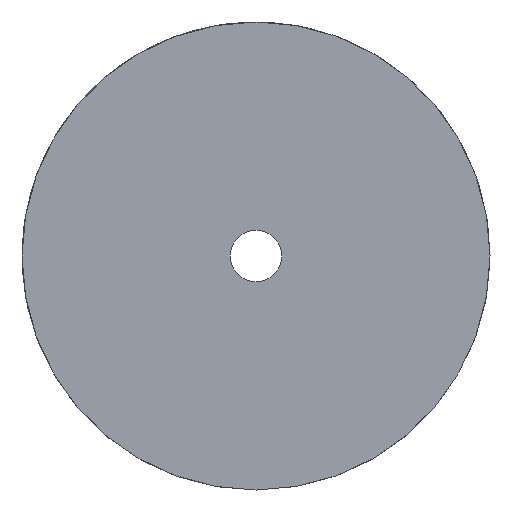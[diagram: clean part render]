
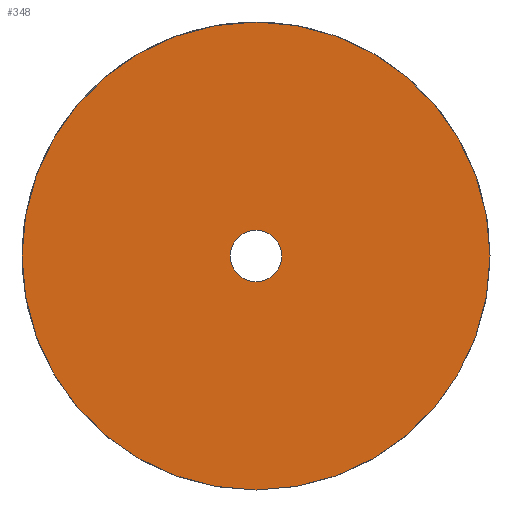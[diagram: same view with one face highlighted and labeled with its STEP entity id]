
A CAD part, left-side view. The second image highlights one B-rep face of the part: STEP entity #348.
In plain terms, the highlighted planar face has unit normal (-1, 0, 0).
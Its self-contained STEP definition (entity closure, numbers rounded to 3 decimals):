
#348 = ADVANCED_FACE( '', ( #836, #837 ), #838, .F. );
#836 = FACE_OUTER_BOUND( '', #1459, .T. );
#837 = FACE_BOUND( '', #1460, .T. );
#838 = PLANE( '', #1461 );
#1459 = EDGE_LOOP( '', ( #2495 ) );
#1460 = EDGE_LOOP( '', ( #2496 ) );
#1461 = AXIS2_PLACEMENT_3D( '', #2497, #2498, #2499 );
#2495 = ORIENTED_EDGE( '', *, *, #3657, .F. );
#2496 = ORIENTED_EDGE( '', *, *, #3828, .T. );
#2497 = CARTESIAN_POINT( '', ( 0., 0., 0. ) );
#2498 = DIRECTION( '', ( 1., 0., 0. ) );
#2499 = DIRECTION( '', ( 0., 0., -1. ) );
#3657 = EDGE_CURVE( '', #4360, #4360, #4361, .T. );
#3828 = EDGE_CURVE( '', #4622, #4622, #4623, .T. );
#4360 = VERTEX_POINT( '', #5197 );
#4361 = CIRCLE( '', #5198, 63.5 );
#4622 = VERTEX_POINT( '', #5462 );
#4623 = CIRCLE( '', #5463, 7. );
#5197 = CARTESIAN_POINT( '', ( 0., 0., -63.5 ) );
#5198 = AXIS2_PLACEMENT_3D( '', #6065, #6066, #6067 );
#5462 = CARTESIAN_POINT( '', ( 0., 0., -7. ) );
#5463 = AXIS2_PLACEMENT_3D( '', #6533, #6534, #6535 );
#6065 = CARTESIAN_POINT( '', ( 0., 0., 0. ) );
#6066 = DIRECTION( '', ( 1., 0., 0. ) );
#6067 = DIRECTION( '', ( 0., 0., -1. ) );
#6533 = CARTESIAN_POINT( '', ( 0., 0., 0. ) );
#6534 = DIRECTION( '', ( 1., 0., 0. ) );
#6535 = DIRECTION( '', ( 0., 0., -1. ) );
